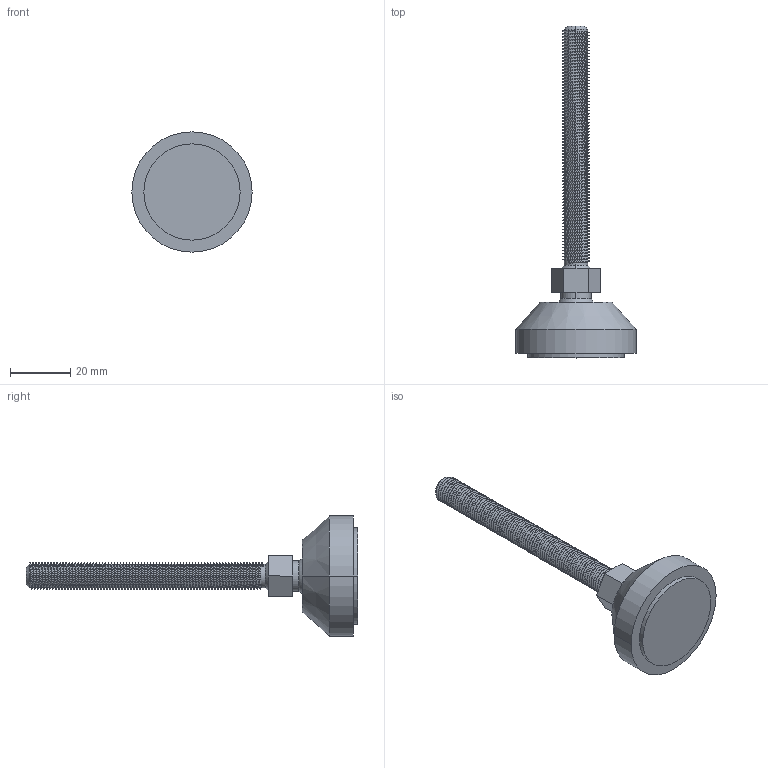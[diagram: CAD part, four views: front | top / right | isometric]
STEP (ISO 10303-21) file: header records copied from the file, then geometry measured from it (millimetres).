
FILE_DESCRIPTION (( 'STEP AP203' ), '1' );
FILE_NAME ('AL-CB-D40-0880.STEP', '2018-06-25T08:45:26', ( '' ), ( '' ), 'SwSTEP 2.0', 'SolidWorks 2018', '' );
FILE_SCHEMA (( 'CONFIG_CONTROL_DESIGN' ));
Length unit declared in the file: millimetre
Products named in the file (3): AL-CB-D40-0880 Foot; AL-CB-D40-0880; AL-CB-D40-0880 Stem
Assembly tree (2 placements, depth 2):
  AL-CB-D40-0880
    AL-CB-D40-0880 Foot
    AL-CB-D40-0880 Stem
Bounding box: 40 x 110.35 x 40 mm (x, y, z)
Volume: 24679 mm3; surface area: 9058.2 mm2
Topology: 3 solids, 3 shells, 191 faces, 545 edges, 361 vertices
Faces by surface type: cylinder 162, plane 16, cone 6, sphere 4, bspline 3
Entity records: 14665 total; most frequent: CARTESIAN_POINT 10364, ORIENTED_EDGE 1072, DIRECTION 633, EDGE_CURVE 536, VERTEX_POINT 356, AXIS2_PLACEMENT_3D 223, EDGE_LOOP 196, ADVANCED_FACE 191
